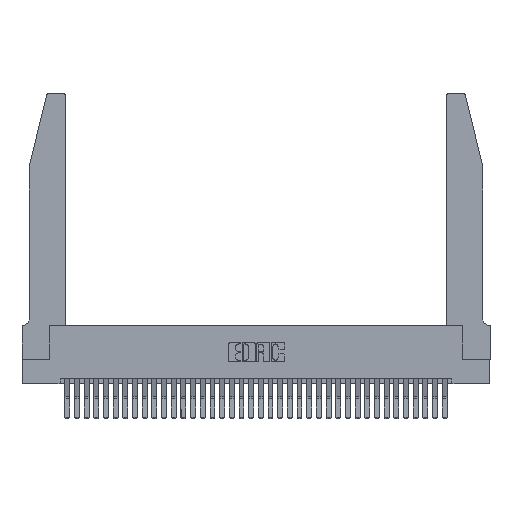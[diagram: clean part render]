
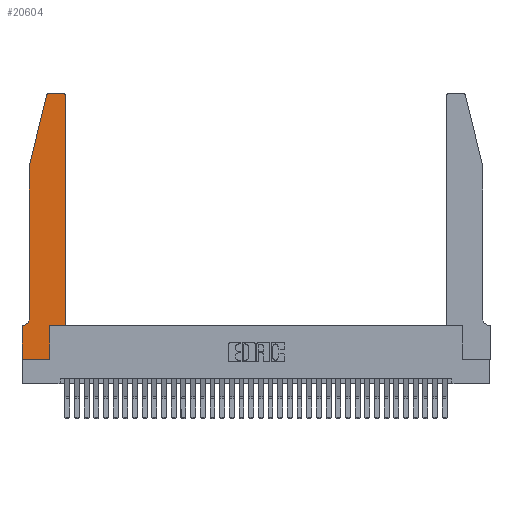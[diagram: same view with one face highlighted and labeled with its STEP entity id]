
A CAD part, top view. The second image highlights one B-rep face of the part: STEP entity #20604.
In plain terms, the highlighted planar face has unit normal (0, 0, 1).
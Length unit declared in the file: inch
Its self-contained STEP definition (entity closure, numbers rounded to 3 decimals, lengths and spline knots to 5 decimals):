
#186 = ORIENTED_EDGE ( 'NONE', *, *, #1380, .T. ) ;
#452 = AXIS2_PLACEMENT_3D ( 'NONE', #1128, #20880, #9681 ) ;
#663 = CARTESIAN_POINT ( 'NONE',  ( 0., 0.35, 0.37 ) ) ;
#714 = EDGE_CURVE ( 'NONE', #18421, #35046, #10799, .T. ) ;
#815 = CARTESIAN_POINT ( 'NONE',  ( 0.0755, 0.35, 0.37 ) ) ;
#1008 = VERTEX_POINT ( 'NONE', #663 ) ;
#1098 = EDGE_CURVE ( 'NONE', #33856, #18473, #10758, .T. ) ;
#1128 = CARTESIAN_POINT ( 'NONE',  ( 0.4205, 2.72, 0.37 ) ) ;
#1380 = EDGE_CURVE ( 'NONE', #12509, #26738, #35002, .T. ) ;
#1960 = EDGE_CURVE ( 'NONE', #35046, #15135, #34111, .T. ) ;
#2424 = EDGE_CURVE ( 'NONE', #7847, #12509, #27024, .T. ) ;
#2833 = DIRECTION ( 'NONE',  ( 0., -1., 0. ) ) ;
#3321 = CARTESIAN_POINT ( 'NONE',  ( 0.2605, 2.75, 0.37 ) ) ;
#3835 = LINE ( 'NONE', #16892, #9546 ) ;
#4298 = EDGE_CURVE ( 'NONE', #26738, #19577, #30158, .T. ) ;
#4532 = CARTESIAN_POINT ( 'NONE',  ( 0., 0., 0.37 ) ) ;
#4845 = EDGE_CURVE ( 'NONE', #18473, #7689, #33226, .T. ) ;
#5106 = CARTESIAN_POINT ( 'NONE',  ( 0.4505, 0.35, 0.37 ) ) ;
#5633 = FACE_OUTER_BOUND ( 'NONE', #6100, .T. ) ;
#6100 = EDGE_LOOP ( 'NONE', ( #20921, #11195, #29964, #12434, #18932, #34649, #20500, #15054, #10139, #186, #29944, #29204 ) ) ;
#7428 = DIRECTION ( 'NONE',  ( 0., -1., 0. ) ) ;
#7482 = EDGE_CURVE ( 'NONE', #1008, #9200, #25931, .T. ) ;
#7656 = VECTOR ( 'NONE', #20873, 39.37008 ) ;
#7689 = VERTEX_POINT ( 'NONE', #15804 ) ;
#7847 = VERTEX_POINT ( 'NONE', #16708 ) ;
#8234 = VECTOR ( 'NONE', #23535, 39.37008 ) ;
#8745 = VECTOR ( 'NONE', #7428, 39.37008 ) ;
#9200 = VERTEX_POINT ( 'NONE', #4532 ) ;
#9546 = VECTOR ( 'NONE', #33686, 39.37008 ) ;
#9681 = DIRECTION ( 'NONE',  ( 1., 0., 0. ) ) ;
#10139 = ORIENTED_EDGE ( 'NONE', *, *, #2424, .T. ) ;
#10758 = LINE ( 'NONE', #3321, #14306 ) ;
#10799 = LINE ( 'NONE', #14384, #35045 ) ;
#11016 = CARTESIAN_POINT ( 'NONE',  ( 0.0755, 0.42, 0.37 ) ) ;
#11195 = ORIENTED_EDGE ( 'NONE', *, *, #4845, .T. ) ;
#11255 = CARTESIAN_POINT ( 'NONE',  ( 0.4505, 2.72, 0.37 ) ) ;
#11454 = DIRECTION ( 'NONE',  ( -1., 0., 0. ) ) ;
#11745 = DIRECTION ( 'NONE',  ( 1., 0., 0. ) ) ;
#12102 = LINE ( 'NONE', #12137, #8234 ) ;
#12137 = CARTESIAN_POINT ( 'NONE',  ( 0., 0., 0.37 ) ) ;
#12431 = CIRCLE ( 'NONE', #452, 0.03 ) ;
#12434 = ORIENTED_EDGE ( 'NONE', *, *, #714, .T. ) ;
#12509 = VERTEX_POINT ( 'NONE', #24196 ) ;
#12759 = AXIS2_PLACEMENT_3D ( 'NONE', #18407, #35981, #11745 ) ;
#13060 = EDGE_CURVE ( 'NONE', #19577, #33856, #12431, .T. ) ;
#13777 = CARTESIAN_POINT ( 'NONE',  ( 0.284, 2.75, 0.37 ) ) ;
#14168 = DIRECTION ( 'NONE',  ( 0., 0., 1. ) ) ;
#14306 = VECTOR ( 'NONE', #11454, 39.37008 ) ;
#14384 = CARTESIAN_POINT ( 'NONE',  ( 0.0755, 2., 0.37 ) ) ;
#15054 = ORIENTED_EDGE ( 'NONE', *, *, #21607, .T. ) ;
#15135 = VERTEX_POINT ( 'NONE', #15981 ) ;
#15723 = CARTESIAN_POINT ( 'NONE',  ( 0.2865, 0.35, 0.37 ) ) ;
#15804 = CARTESIAN_POINT ( 'NONE',  ( 0.25487, 2.72718, 0.37 ) ) ;
#15883 = DIRECTION ( 'NONE',  ( -1., 0., 0. ) ) ;
#15981 = CARTESIAN_POINT ( 'NONE',  ( 0.0055, 0.35, 0.37 ) ) ;
#16708 = CARTESIAN_POINT ( 'NONE',  ( 0.2865, 0., 0.37 ) ) ;
#16892 = CARTESIAN_POINT ( 'NONE',  ( 0.0755, 2., 0.37 ) ) ;
#16976 = DIRECTION ( 'NONE',  ( 0., 0., -1. ) ) ;
#17852 = CARTESIAN_POINT ( 'NONE',  ( 0.4205, 2.75, 0.37 ) ) ;
#18407 = CARTESIAN_POINT ( 'NONE',  ( 0.284, 2.72, 0.37 ) ) ;
#18421 = VERTEX_POINT ( 'NONE', #26604 ) ;
#18473 = VERTEX_POINT ( 'NONE', #13777 ) ;
#18932 = ORIENTED_EDGE ( 'NONE', *, *, #1960, .T. ) ;
#19456 = CARTESIAN_POINT ( 'NONE',  ( 0., 0.35, 0.37 ) ) ;
#19577 = VERTEX_POINT ( 'NONE', #11255 ) ;
#20500 = ORIENTED_EDGE ( 'NONE', *, *, #7482, .T. ) ;
#20604 = ADVANCED_FACE ( 'NONE', ( #5633 ), #29838, .T. ) ;
#20804 = CARTESIAN_POINT ( 'NONE',  ( 0.0055, 0.42, 0.37 ) ) ;
#20873 = DIRECTION ( 'NONE',  ( 0., 1., 0. ) ) ;
#20880 = DIRECTION ( 'NONE',  ( 0., 0., 1. ) ) ;
#20921 = ORIENTED_EDGE ( 'NONE', *, *, #1098, .T. ) ;
#21607 = EDGE_CURVE ( 'NONE', #9200, #7847, #12102, .T. ) ;
#21726 = VECTOR ( 'NONE', #27267, 39.37008 ) ;
#22390 = DIRECTION ( 'NONE',  ( -1., 0., 0. ) ) ;
#23535 = DIRECTION ( 'NONE',  ( 1., 0., 0. ) ) ;
#24196 = CARTESIAN_POINT ( 'NONE',  ( 0.2865, 0.35, 0.37 ) ) ;
#24511 = AXIS2_PLACEMENT_3D ( 'NONE', #19456, #14168, #26173 ) ;
#24868 = DIRECTION ( 'NONE',  ( 1., 0., 0. ) ) ;
#25352 = EDGE_CURVE ( 'NONE', #7689, #18421, #3835, .T. ) ;
#25931 = LINE ( 'NONE', #35406, #8745 ) ;
#26094 = CARTESIAN_POINT ( 'NONE',  ( 0.4505, 0.35, 0.37 ) ) ;
#26173 = DIRECTION ( 'NONE',  ( 1., 0., 0. ) ) ;
#26604 = CARTESIAN_POINT ( 'NONE',  ( 0.0755, 2., 0.37 ) ) ;
#26738 = VERTEX_POINT ( 'NONE', #29267 ) ;
#27024 = LINE ( 'NONE', #15723, #21726 ) ;
#27249 = VECTOR ( 'NONE', #15883, 39.37008 ) ;
#27267 = DIRECTION ( 'NONE',  ( 0., 1., 0. ) ) ;
#27600 = VECTOR ( 'NONE', #24868, 39.37008 ) ;
#29204 = ORIENTED_EDGE ( 'NONE', *, *, #13060, .T. ) ;
#29267 = CARTESIAN_POINT ( 'NONE',  ( 0.4505, 0.35, 0.37 ) ) ;
#29838 = PLANE ( 'NONE',  #24511 ) ;
#29944 = ORIENTED_EDGE ( 'NONE', *, *, #4298, .T. ) ;
#29964 = ORIENTED_EDGE ( 'NONE', *, *, #25352, .T. ) ;
#30158 = LINE ( 'NONE', #26094, #7656 ) ;
#31123 = EDGE_CURVE ( 'NONE', #15135, #1008, #33876, .T. ) ;
#33226 = CIRCLE ( 'NONE', #12759, 0.03 ) ;
#33686 = DIRECTION ( 'NONE',  ( -0.239, -0.971, 0. ) ) ;
#33856 = VERTEX_POINT ( 'NONE', #17852 ) ;
#33876 = LINE ( 'NONE', #815, #27249 ) ;
#33939 = AXIS2_PLACEMENT_3D ( 'NONE', #20804, #16976, #22390 ) ;
#34111 = CIRCLE ( 'NONE', #33939, 0.07 ) ;
#34649 = ORIENTED_EDGE ( 'NONE', *, *, #31123, .T. ) ;
#35002 = LINE ( 'NONE', #5106, #27600 ) ;
#35045 = VECTOR ( 'NONE', #2833, 39.37008 ) ;
#35046 = VERTEX_POINT ( 'NONE', #11016 ) ;
#35406 = CARTESIAN_POINT ( 'NONE',  ( 0., 0., 0.37 ) ) ;
#35981 = DIRECTION ( 'NONE',  ( 0., 0., 1. ) ) ;
